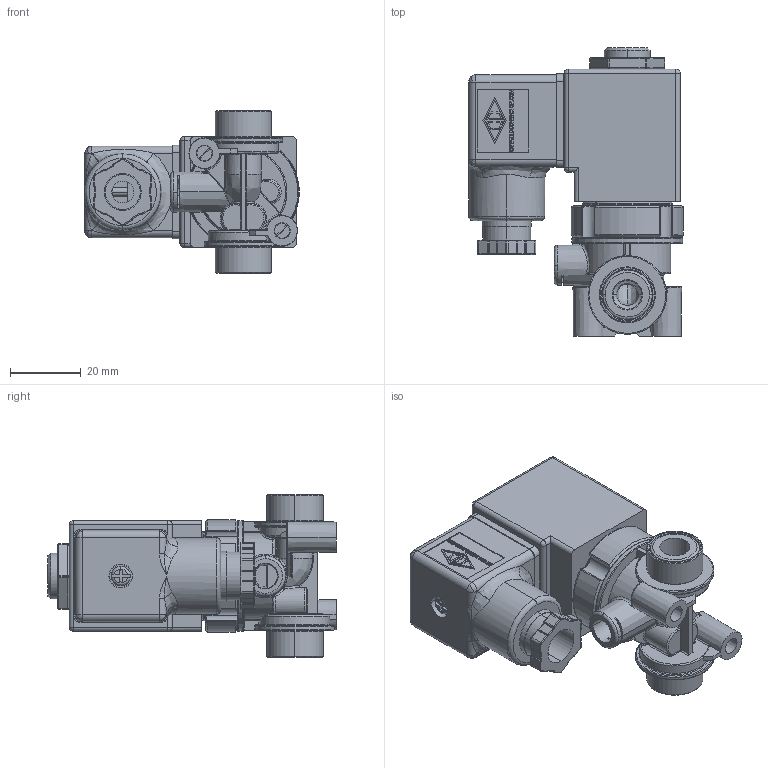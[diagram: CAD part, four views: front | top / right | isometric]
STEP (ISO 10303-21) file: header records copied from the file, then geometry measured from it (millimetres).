
FILE_DESCRIPTION (( 'STEP AP214' ), '1' );
FILE_NAME ('DVP-2DC1D-120A.step', '2016-04-27T15:27:54', ( '' ), ( '' ), 'SwSTEP 2.0', 'SolidWorks 2015', '' );
FILE_SCHEMA (( 'AUTOMOTIVE_DESIGN' ));
Length unit declared in the file: inch
Products named in the file (1): DVP-2DC1D-120A
Bounding box: 60.83 x 81.69 x 46.05 mm (x, y, z)
Volume: 66260.8 mm3; surface area: 36731.9 mm2
Topology: 9 solids, 9 shells, 2037 faces, 5307 edges, 3283 vertices
Faces by surface type: plane 819, bspline 750, cylinder 388, cone 69, torus 11
Entity records: 104843 total; most frequent: CARTESIAN_POINT 33407, ORIENTED_EDGE 10428, DIRECTION 7561, EDGE_CURVE 5214, VERTEX_POINT 3283, VECTOR 2651, LINE 2651, AXIS2_PLACEMENT_3D 2455
